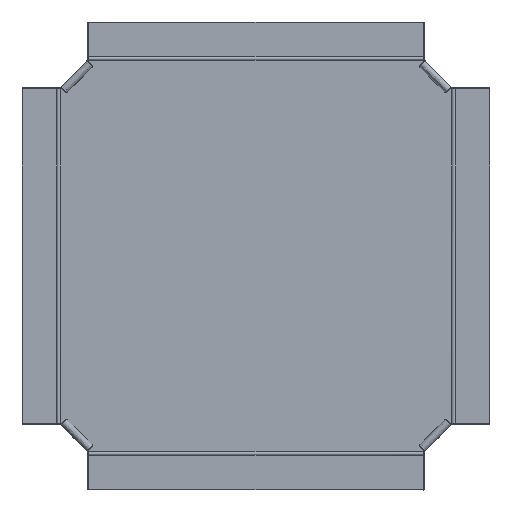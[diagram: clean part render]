
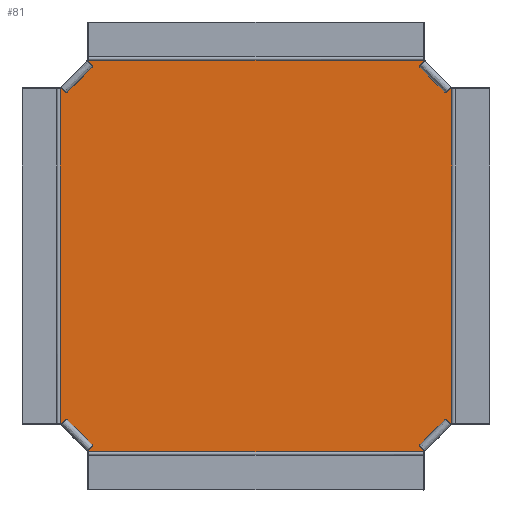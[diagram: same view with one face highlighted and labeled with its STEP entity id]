
A CAD part, top view. The second image highlights one B-rep face of the part: STEP entity #81.
In plain terms, the highlighted planar face has unit normal (0, 0, 1).
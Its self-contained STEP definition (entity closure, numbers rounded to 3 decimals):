
#81=ADVANCED_FACE('',(#491),#5870,.T.);
#491=FACE_OUTER_BOUND('',#901,.T.);
#901=EDGE_LOOP('',(#1342,#1343,#1344,#1345,#1346,#1347,#1348,#1349,#1350,
#1351,#1352,#1353,#1354,#1355,#1356,#1357));
#1342=ORIENTED_EDGE('',*,*,#3268,.F.);
#1343=ORIENTED_EDGE('',*,*,#3267,.F.);
#1344=ORIENTED_EDGE('',*,*,#3266,.F.);
#1345=ORIENTED_EDGE('',*,*,#3307,.F.);
#1346=ORIENTED_EDGE('',*,*,#3265,.F.);
#1347=ORIENTED_EDGE('',*,*,#3264,.F.);
#1348=ORIENTED_EDGE('',*,*,#3263,.F.);
#1349=ORIENTED_EDGE('',*,*,#3296,.F.);
#1350=ORIENTED_EDGE('',*,*,#3262,.F.);
#1351=ORIENTED_EDGE('',*,*,#3261,.F.);
#1352=ORIENTED_EDGE('',*,*,#3260,.F.);
#1353=ORIENTED_EDGE('',*,*,#3285,.F.);
#1354=ORIENTED_EDGE('',*,*,#3255,.F.);
#1355=ORIENTED_EDGE('',*,*,#3259,.F.);
#1356=ORIENTED_EDGE('',*,*,#3258,.F.);
#1357=ORIENTED_EDGE('',*,*,#3269,.F.);
#3255=EDGE_CURVE('',#5187,#5189,#4453,.T.);
#3258=EDGE_CURVE('',#5192,#5193,#4456,.T.);
#3259=EDGE_CURVE('',#5193,#5187,#4457,.T.);
#3260=EDGE_CURVE('',#5194,#5195,#4458,.T.);
#3261=EDGE_CURVE('',#5195,#5196,#4459,.T.);
#3262=EDGE_CURVE('',#5196,#5197,#4460,.T.);
#3263=EDGE_CURVE('',#5198,#5199,#4461,.T.);
#3264=EDGE_CURVE('',#5199,#5200,#4462,.T.);
#3265=EDGE_CURVE('',#5200,#5201,#4463,.T.);
#3266=EDGE_CURVE('',#5202,#5203,#4464,.T.);
#3267=EDGE_CURVE('',#5203,#5204,#4465,.T.);
#3268=EDGE_CURVE('',#5204,#5191,#4466,.T.);
#3269=EDGE_CURVE('',#5191,#5192,#4467,.T.);
#3285=EDGE_CURVE('',#5189,#5194,#4483,.T.);
#3296=EDGE_CURVE('',#5197,#5198,#4492,.T.);
#3307=EDGE_CURVE('',#5201,#5202,#4501,.T.);
#4453=B_SPLINE_CURVE_WITH_KNOTS('',1,(#7296,#7297),.UNSPECIFIED.,.F.,.F.,
(2,2),(0.,2.),.UNSPECIFIED.);
#4456=B_SPLINE_CURVE_WITH_KNOTS('',1,(#7302,#7303),.UNSPECIFIED.,.F.,.F.,
(2,2),(-2.,0.),.UNSPECIFIED.);
#4457=B_SPLINE_CURVE_WITH_KNOTS('',1,(#7304,#7305),.UNSPECIFIED.,.F.,.F.,
(2,2),(0.,500.),.UNSPECIFIED.);
#4458=B_SPLINE_CURVE_WITH_KNOTS('',1,(#7306,#7307),.UNSPECIFIED.,.F.,.F.,
(2,2),(-2.,0.),.UNSPECIFIED.);
#4459=B_SPLINE_CURVE_WITH_KNOTS('',1,(#7308,#7309),.UNSPECIFIED.,.F.,.F.,
(2,2),(0.,500.),.UNSPECIFIED.);
#4460=B_SPLINE_CURVE_WITH_KNOTS('',1,(#7310,#7311),.UNSPECIFIED.,.F.,.F.,
(2,2),(0.,2.),.UNSPECIFIED.);
#4461=B_SPLINE_CURVE_WITH_KNOTS('',1,(#7312,#7313),.UNSPECIFIED.,.F.,.F.,
(2,2),(-2.,0.),.UNSPECIFIED.);
#4462=B_SPLINE_CURVE_WITH_KNOTS('',1,(#7314,#7315),.UNSPECIFIED.,.F.,.F.,
(2,2),(0.,500.),.UNSPECIFIED.);
#4463=B_SPLINE_CURVE_WITH_KNOTS('',1,(#7316,#7317),.UNSPECIFIED.,.F.,.F.,
(2,2),(0.,2.),.UNSPECIFIED.);
#4464=B_SPLINE_CURVE_WITH_KNOTS('',1,(#7318,#7319),.UNSPECIFIED.,.F.,.F.,
(2,2),(-2.,0.),.UNSPECIFIED.);
#4465=B_SPLINE_CURVE_WITH_KNOTS('',1,(#7320,#7321),.UNSPECIFIED.,.F.,.F.,
(2,2),(0.,500.),.UNSPECIFIED.);
#4466=B_SPLINE_CURVE_WITH_KNOTS('',1,(#7322,#7323),.UNSPECIFIED.,.F.,.F.,
(2,2),(0.,2.),.UNSPECIFIED.);
#4467=B_SPLINE_CURVE_WITH_KNOTS('',1,(#7324,#7325),.UNSPECIFIED.,.F.,.F.,
(2,2),(-57.631,0.),.UNSPECIFIED.);
#4483=B_SPLINE_CURVE_WITH_KNOTS('',1,(#7356,#7357),.UNSPECIFIED.,.F.,.F.,
(2,2),(-57.631,0.),.UNSPECIFIED.);
#4492=B_SPLINE_CURVE_WITH_KNOTS('',1,(#7380,#7381),.UNSPECIFIED.,.F.,.F.,
(2,2),(-57.631,0.),.UNSPECIFIED.);
#4501=B_SPLINE_CURVE_WITH_KNOTS('',1,(#7404,#7405),.UNSPECIFIED.,.F.,.F.,
(2,2),(-57.631,0.),.UNSPECIFIED.);
#5187=VERTEX_POINT('',#7168);
#5189=VERTEX_POINT('',#7170);
#5191=VERTEX_POINT('',#7172);
#5192=VERTEX_POINT('',#7173);
#5193=VERTEX_POINT('',#7174);
#5194=VERTEX_POINT('',#7175);
#5195=VERTEX_POINT('',#7176);
#5196=VERTEX_POINT('',#7177);
#5197=VERTEX_POINT('',#7178);
#5198=VERTEX_POINT('',#7179);
#5199=VERTEX_POINT('',#7180);
#5200=VERTEX_POINT('',#7181);
#5201=VERTEX_POINT('',#7182);
#5202=VERTEX_POINT('',#7183);
#5203=VERTEX_POINT('',#7184);
#5204=VERTEX_POINT('',#7185);
#5870=PLANE('',#6161);
#6161=AXIS2_PLACEMENT_3D('',#6691,#6417,$);
#6417=DIRECTION('',(0.,0.,1.));
#6691=CARTESIAN_POINT('',(-352.49,702.57,1.25));
#7168=CARTESIAN_POINT('',(292.752,100.08,1.25));
#7170=CARTESIAN_POINT('',(290.752,100.08,1.25));
#7172=CARTESIAN_POINT('',(250.,640.832,1.25));
#7173=CARTESIAN_POINT('',(290.752,600.08,1.25));
#7174=CARTESIAN_POINT('',(292.752,600.08,1.25));
#7175=CARTESIAN_POINT('',(250.,59.328,1.25));
#7176=CARTESIAN_POINT('',(250.,57.328,1.25));
#7177=CARTESIAN_POINT('',(-250.,57.328,1.25));
#7178=CARTESIAN_POINT('',(-250.,59.328,1.25));
#7179=CARTESIAN_POINT('',(-290.752,100.08,1.25));
#7180=CARTESIAN_POINT('',(-292.752,100.08,1.25));
#7181=CARTESIAN_POINT('',(-292.752,600.08,1.25));
#7182=CARTESIAN_POINT('',(-290.752,600.08,1.25));
#7183=CARTESIAN_POINT('',(-250.,640.832,1.25));
#7184=CARTESIAN_POINT('',(-250.,642.832,1.25));
#7185=CARTESIAN_POINT('',(250.,642.832,1.25));
#7296=CARTESIAN_POINT('',(292.752,100.08,1.25));
#7297=CARTESIAN_POINT('',(290.752,100.08,1.25));
#7302=CARTESIAN_POINT('',(290.752,600.08,1.25));
#7303=CARTESIAN_POINT('',(292.752,600.08,1.25));
#7304=CARTESIAN_POINT('',(292.752,600.08,1.25));
#7305=CARTESIAN_POINT('',(292.752,100.08,1.25));
#7306=CARTESIAN_POINT('',(250.,59.328,1.25));
#7307=CARTESIAN_POINT('',(250.,57.328,1.25));
#7308=CARTESIAN_POINT('',(250.,57.328,1.25));
#7309=CARTESIAN_POINT('',(-250.,57.328,1.25));
#7310=CARTESIAN_POINT('',(-250.,57.328,1.25));
#7311=CARTESIAN_POINT('',(-250.,59.328,1.25));
#7312=CARTESIAN_POINT('',(-290.752,100.08,1.25));
#7313=CARTESIAN_POINT('',(-292.752,100.08,1.25));
#7314=CARTESIAN_POINT('',(-292.752,100.08,1.25));
#7315=CARTESIAN_POINT('',(-292.752,600.08,1.25));
#7316=CARTESIAN_POINT('',(-292.752,600.08,1.25));
#7317=CARTESIAN_POINT('',(-290.752,600.08,1.25));
#7318=CARTESIAN_POINT('',(-250.,640.832,1.25));
#7319=CARTESIAN_POINT('',(-250.,642.832,1.25));
#7320=CARTESIAN_POINT('',(-250.,642.832,1.25));
#7321=CARTESIAN_POINT('',(250.,642.832,1.25));
#7322=CARTESIAN_POINT('',(250.,642.832,1.25));
#7323=CARTESIAN_POINT('',(250.,640.832,1.25));
#7324=CARTESIAN_POINT('',(250.,640.832,1.25));
#7325=CARTESIAN_POINT('',(290.752,600.08,1.25));
#7356=CARTESIAN_POINT('',(290.752,100.08,1.25));
#7357=CARTESIAN_POINT('',(250.,59.328,1.25));
#7380=CARTESIAN_POINT('',(-250.,59.328,1.25));
#7381=CARTESIAN_POINT('',(-290.752,100.08,1.25));
#7404=CARTESIAN_POINT('',(-290.752,600.08,1.25));
#7405=CARTESIAN_POINT('',(-250.,640.832,1.25));
